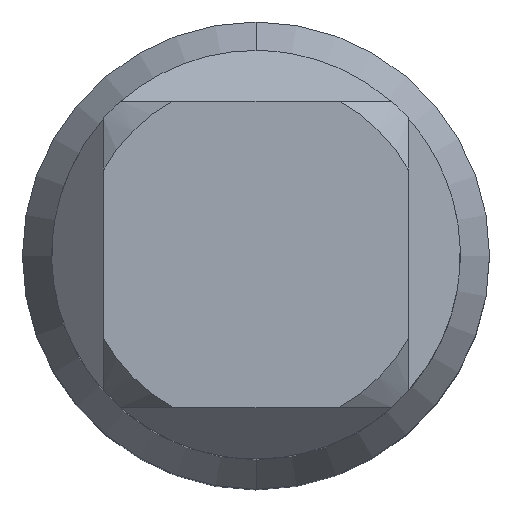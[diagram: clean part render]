
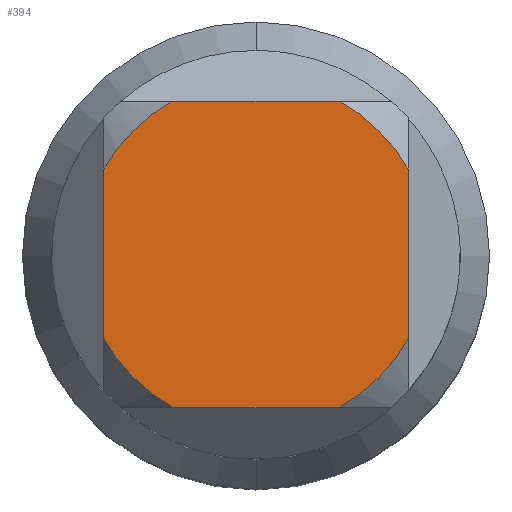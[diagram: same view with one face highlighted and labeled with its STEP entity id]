
A CAD part, top view. The second image highlights one B-rep face of the part: STEP entity #394.
In plain terms, the highlighted planar face has unit normal (0, 0, 1).
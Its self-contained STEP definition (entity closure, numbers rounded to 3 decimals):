
#8 = AXIS2_PLACEMENT_3D ( 'NONE', #88, #83, #766 ) ;
#10 = EDGE_CURVE ( 'NONE', #110, #837, #152, .T. ) ;
#13 = DIRECTION ( 'NONE',  ( 1., 0., 0. ) ) ;
#39 = CARTESIAN_POINT ( 'NONE',  ( -4.683, 8.62, 31.329 ) ) ;
#56 = VERTEX_POINT ( 'NONE', #340 ) ;
#62 = CARTESIAN_POINT ( 'NONE',  ( 8.62, 0., 31.329 ) ) ;
#65 = AXIS2_PLACEMENT_3D ( 'NONE', #116, #1121, #1034 ) ;
#74 = LINE ( 'NONE', #62, #513 ) ;
#83 = DIRECTION ( 'NONE',  ( 0., 0., 1. ) ) ;
#88 = CARTESIAN_POINT ( 'NONE',  ( 0., 0., 31.329 ) ) ;
#98 = LINE ( 'NONE', #905, #951 ) ;
#110 = VERTEX_POINT ( 'NONE', #756 ) ;
#111 = CARTESIAN_POINT ( 'NONE',  ( -8.62, 4.683, 31.329 ) ) ;
#116 = CARTESIAN_POINT ( 'NONE',  ( 0., 0., 31.329 ) ) ;
#126 = DIRECTION ( 'NONE',  ( -1., 0., 0. ) ) ;
#148 = DIRECTION ( 'NONE',  ( 0., 1., 0. ) ) ;
#152 = LINE ( 'NONE', #802, #847 ) ;
#184 = EDGE_CURVE ( 'NONE', #706, #430, #98, .T. ) ;
#194 = CARTESIAN_POINT ( 'NONE',  ( 0., -8.62, 31.329 ) ) ;
#207 = EDGE_CURVE ( 'NONE', #759, #897, #74, .T. ) ;
#250 = CARTESIAN_POINT ( 'NONE',  ( 4.683, -8.62, 31.329 ) ) ;
#256 = LINE ( 'NONE', #194, #456 ) ;
#258 = ORIENTED_EDGE ( 'NONE', *, *, #404, .T. ) ;
#302 = DIRECTION ( 'NONE',  ( 0., 0., 1. ) ) ;
#335 = ORIENTED_EDGE ( 'NONE', *, *, #943, .T. ) ;
#340 = CARTESIAN_POINT ( 'NONE',  ( -4.683, -8.62, 31.329 ) ) ;
#378 = DIRECTION ( 'NONE',  ( 0., 0., 1. ) ) ;
#394 = ADVANCED_FACE ( 'NONE', ( #487 ), #961, .T. ) ;
#402 = AXIS2_PLACEMENT_3D ( 'NONE', #477, #1083, #569 ) ;
#404 = EDGE_CURVE ( 'NONE', #884, #759, #1059, .T. ) ;
#430 = VERTEX_POINT ( 'NONE', #579 ) ;
#452 = AXIS2_PLACEMENT_3D ( 'NONE', #810, #302, #892 ) ;
#456 = VECTOR ( 'NONE', #13, 1000. ) ;
#465 = EDGE_LOOP ( 'NONE', ( #524, #914, #659, #335, #258, #875, #858, #952 ) ) ;
#477 = CARTESIAN_POINT ( 'NONE',  ( 0., 0., 31.329 ) ) ;
#483 = CIRCLE ( 'NONE', #402, 9.81 ) ;
#487 = FACE_OUTER_BOUND ( 'NONE', #465, .T. ) ;
#513 = VECTOR ( 'NONE', #148, 1000. ) ;
#524 = ORIENTED_EDGE ( 'NONE', *, *, #776, .T. ) ;
#564 = DIRECTION ( 'NONE',  ( 0., -1., 0. ) ) ;
#569 = DIRECTION ( 'NONE',  ( 0., -1., 0. ) ) ;
#579 = CARTESIAN_POINT ( 'NONE',  ( -8.62, -4.683, 31.329 ) ) ;
#659 = ORIENTED_EDGE ( 'NONE', *, *, #720, .T. ) ;
#706 = VERTEX_POINT ( 'NONE', #111 ) ;
#720 = EDGE_CURVE ( 'NONE', #430, #56, #882, .T. ) ;
#756 = CARTESIAN_POINT ( 'NONE',  ( 4.683, 8.62, 31.329 ) ) ;
#759 = VERTEX_POINT ( 'NONE', #978 ) ;
#766 = DIRECTION ( 'NONE',  ( 0., -1., 0. ) ) ;
#776 = EDGE_CURVE ( 'NONE', #837, #706, #926, .T. ) ;
#794 = EDGE_CURVE ( 'NONE', #897, #110, #483, .T. ) ;
#802 = CARTESIAN_POINT ( 'NONE',  ( 0., 8.62, 31.329 ) ) ;
#810 = CARTESIAN_POINT ( 'NONE',  ( 0., 0., 31.329 ) ) ;
#837 = VERTEX_POINT ( 'NONE', #39 ) ;
#847 = VECTOR ( 'NONE', #126, 1000. ) ;
#858 = ORIENTED_EDGE ( 'NONE', *, *, #794, .T. ) ;
#875 = ORIENTED_EDGE ( 'NONE', *, *, #207, .T. ) ;
#879 = CARTESIAN_POINT ( 'NONE',  ( 0., 0., 31.329 ) ) ;
#882 = CIRCLE ( 'NONE', #1038, 9.81 ) ;
#884 = VERTEX_POINT ( 'NONE', #250 ) ;
#892 = DIRECTION ( 'NONE',  ( 0., -1., 0. ) ) ;
#897 = VERTEX_POINT ( 'NONE', #1033 ) ;
#905 = CARTESIAN_POINT ( 'NONE',  ( -8.62, 0., 31.329 ) ) ;
#914 = ORIENTED_EDGE ( 'NONE', *, *, #184, .T. ) ;
#926 = CIRCLE ( 'NONE', #452, 9.81 ) ;
#943 = EDGE_CURVE ( 'NONE', #56, #884, #256, .T. ) ;
#951 = VECTOR ( 'NONE', #564, 1000. ) ;
#952 = ORIENTED_EDGE ( 'NONE', *, *, #10, .T. ) ;
#961 = PLANE ( 'NONE',  #65 ) ;
#972 = DIRECTION ( 'NONE',  ( 0., -1., 0. ) ) ;
#978 = CARTESIAN_POINT ( 'NONE',  ( 8.62, -4.683, 31.329 ) ) ;
#1033 = CARTESIAN_POINT ( 'NONE',  ( 8.62, 4.683, 31.329 ) ) ;
#1034 = DIRECTION ( 'NONE',  ( 0., -1., 0. ) ) ;
#1038 = AXIS2_PLACEMENT_3D ( 'NONE', #879, #378, #972 ) ;
#1059 = CIRCLE ( 'NONE', #8, 9.81 ) ;
#1083 = DIRECTION ( 'NONE',  ( 0., 0., 1. ) ) ;
#1121 = DIRECTION ( 'NONE',  ( 0., 0., 1. ) ) ;
